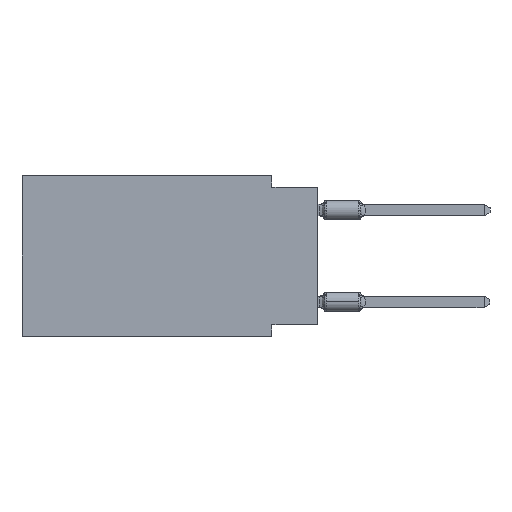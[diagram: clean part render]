
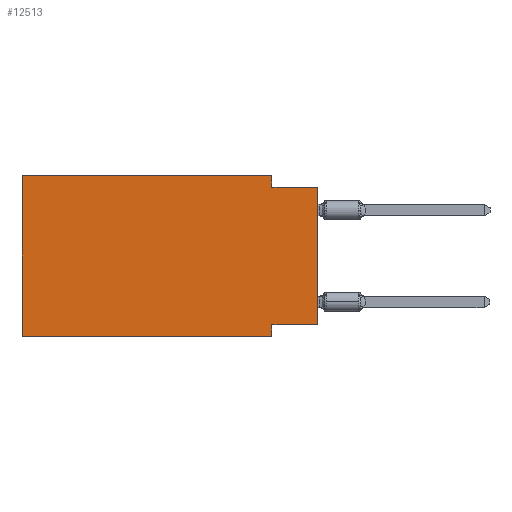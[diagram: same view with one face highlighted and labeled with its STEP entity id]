
A CAD part, left-side view. The second image highlights one B-rep face of the part: STEP entity #12513.
In plain terms, the highlighted planar face has unit normal (-1, 0, 0).
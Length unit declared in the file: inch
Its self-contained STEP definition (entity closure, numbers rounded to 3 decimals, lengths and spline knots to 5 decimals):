
#747 = DIRECTION ( 'NONE',  ( 0., 0., -1. ) ) ;
#895 = VECTOR ( 'NONE', #5906, 39.37008 ) ;
#931 = EDGE_CURVE ( 'NONE', #17671, #13994, #14044, .T. ) ;
#977 = VERTEX_POINT ( 'NONE', #10779 ) ;
#1184 = LINE ( 'NONE', #4590, #6590 ) ;
#1297 = CARTESIAN_POINT ( 'NONE',  ( 0., 0.1, -0.325 ) ) ;
#1643 = DIRECTION ( 'NONE',  ( 0., -1., 0. ) ) ;
#1856 = DIRECTION ( 'NONE',  ( 0., 1., 0. ) ) ;
#2828 = EDGE_CURVE ( 'NONE', #977, #13994, #1184, .T. ) ;
#3070 = CARTESIAN_POINT ( 'NONE',  ( 0., 0.645, 0. ) ) ;
#3399 = CARTESIAN_POINT ( 'NONE',  ( 0., 0., -0.325 ) ) ;
#3443 = DIRECTION ( 'NONE',  ( 0., 0., -1. ) ) ;
#3885 = VECTOR ( 'NONE', #16103, 39.37008 ) ;
#4139 = ORIENTED_EDGE ( 'NONE', *, *, #20805, .F. ) ;
#4263 = VECTOR ( 'NONE', #1856, 39.37008 ) ;
#4539 = VERTEX_POINT ( 'NONE', #18136 ) ;
#4590 = CARTESIAN_POINT ( 'NONE',  ( 0., 0., -0.025 ) ) ;
#5086 = CARTESIAN_POINT ( 'NONE',  ( 0., 0.645, 0. ) ) ;
#5858 = VERTEX_POINT ( 'NONE', #18575 ) ;
#5906 = DIRECTION ( 'NONE',  ( 0., 0., -1. ) ) ;
#6014 = CARTESIAN_POINT ( 'NONE',  ( 0., 0.1, -0.35 ) ) ;
#6590 = VECTOR ( 'NONE', #11216, 39.37008 ) ;
#6862 = AXIS2_PLACEMENT_3D ( 'NONE', #5086, #18392, #3443 ) ;
#7025 = ORIENTED_EDGE ( 'NONE', *, *, #11395, .F. ) ;
#7131 = FACE_OUTER_BOUND ( 'NONE', #8476, .T. ) ;
#8476 = EDGE_LOOP ( 'NONE', ( #12222, #11042, #7025, #18579, #11230, #11886, #17338, #4139 ) ) ;
#9012 = EDGE_CURVE ( 'NONE', #19827, #9403, #11028, .T. ) ;
#9145 = LINE ( 'NONE', #17199, #11674 ) ;
#9267 = VECTOR ( 'NONE', #15548, 39.37008 ) ;
#9403 = VERTEX_POINT ( 'NONE', #9672 ) ;
#9672 = CARTESIAN_POINT ( 'NONE',  ( 0., 0.1, -0.35 ) ) ;
#9902 = CARTESIAN_POINT ( 'NONE',  ( 0., 0.1, 0. ) ) ;
#10167 = VECTOR ( 'NONE', #1643, 39.37008 ) ;
#10779 = CARTESIAN_POINT ( 'NONE',  ( 0., 0.1, -0.025 ) ) ;
#11028 = LINE ( 'NONE', #6014, #895 ) ;
#11042 = ORIENTED_EDGE ( 'NONE', *, *, #2828, .F. ) ;
#11216 = DIRECTION ( 'NONE',  ( 0., -1., 0. ) ) ;
#11230 = ORIENTED_EDGE ( 'NONE', *, *, #16979, .F. ) ;
#11395 = EDGE_CURVE ( 'NONE', #15909, #977, #9145, .T. ) ;
#11674 = VECTOR ( 'NONE', #747, 39.37008 ) ;
#11789 = LINE ( 'NONE', #16806, #4263 ) ;
#11886 = ORIENTED_EDGE ( 'NONE', *, *, #21486, .T. ) ;
#12222 = ORIENTED_EDGE ( 'NONE', *, *, #931, .T. ) ;
#12255 = LINE ( 'NONE', #20634, #9267 ) ;
#12409 = LINE ( 'NONE', #17740, #3885 ) ;
#12513 = ADVANCED_FACE ( 'NONE', ( #7131 ), #19998, .F. ) ;
#13994 = VERTEX_POINT ( 'NONE', #16385 ) ;
#14044 = LINE ( 'NONE', #20671, #17582 ) ;
#15358 = EDGE_CURVE ( 'NONE', #5858, #15909, #16801, .T. ) ;
#15548 = DIRECTION ( 'NONE',  ( 0., 0., 1. ) ) ;
#15909 = VERTEX_POINT ( 'NONE', #9902 ) ;
#16103 = DIRECTION ( 'NONE',  ( 0., -1., 0. ) ) ;
#16385 = CARTESIAN_POINT ( 'NONE',  ( 0., 0., -0.025 ) ) ;
#16801 = LINE ( 'NONE', #3070, #10167 ) ;
#16806 = CARTESIAN_POINT ( 'NONE',  ( 0., 0., -0.325 ) ) ;
#16979 = EDGE_CURVE ( 'NONE', #4539, #5858, #12255, .T. ) ;
#17102 = DIRECTION ( 'NONE',  ( 0., 0., 1. ) ) ;
#17199 = CARTESIAN_POINT ( 'NONE',  ( 0., 0.1, 0. ) ) ;
#17338 = ORIENTED_EDGE ( 'NONE', *, *, #9012, .F. ) ;
#17582 = VECTOR ( 'NONE', #17102, 39.37008 ) ;
#17671 = VERTEX_POINT ( 'NONE', #3399 ) ;
#17740 = CARTESIAN_POINT ( 'NONE',  ( 0., 0.645, -0.35 ) ) ;
#18136 = CARTESIAN_POINT ( 'NONE',  ( 0., 0.645, -0.35 ) ) ;
#18392 = DIRECTION ( 'NONE',  ( 1., 0., 0. ) ) ;
#18575 = CARTESIAN_POINT ( 'NONE',  ( 0., 0.645, 0. ) ) ;
#18579 = ORIENTED_EDGE ( 'NONE', *, *, #15358, .F. ) ;
#19827 = VERTEX_POINT ( 'NONE', #1297 ) ;
#19998 = PLANE ( 'NONE',  #6862 ) ;
#20634 = CARTESIAN_POINT ( 'NONE',  ( 0., 0.645, 0. ) ) ;
#20671 = CARTESIAN_POINT ( 'NONE',  ( 0., 0., 0. ) ) ;
#20805 = EDGE_CURVE ( 'NONE', #17671, #19827, #11789, .T. ) ;
#21486 = EDGE_CURVE ( 'NONE', #4539, #9403, #12409, .T. ) ;
